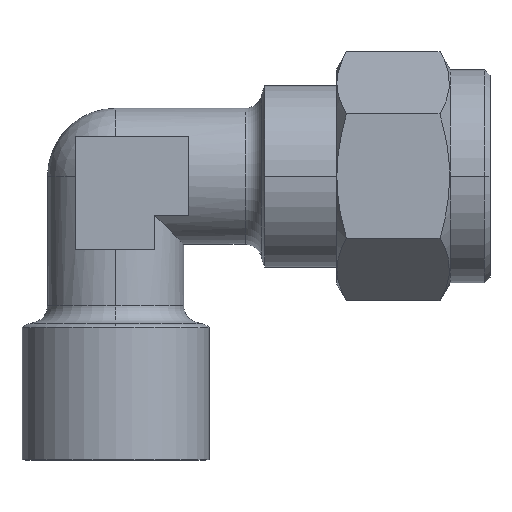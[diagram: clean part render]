
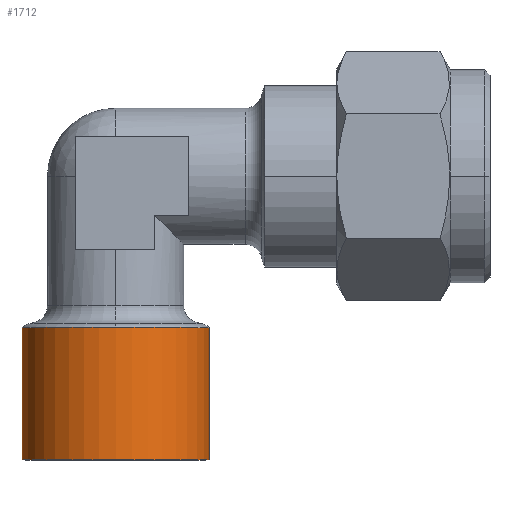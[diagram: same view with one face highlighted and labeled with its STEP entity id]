
A CAD part, top view. The second image highlights one B-rep face of the part: STEP entity #1712.
In plain terms, the highlighted cylindrical face has radius 8.25 mm (diameter 16.5 mm), a partial arc.
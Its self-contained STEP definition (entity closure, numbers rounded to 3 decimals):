
#241 = VERTEX_POINT ( 'NONE', #1807 ) ;
#270 = VERTEX_POINT ( 'NONE', #1747 ) ;
#278 = VERTEX_POINT ( 'NONE', #1851 ) ;
#296 = VERTEX_POINT ( 'NONE', #1835 ) ;
#299 = VERTEX_POINT ( 'NONE', #1832 ) ;
#435 = DIRECTION ( 'NONE',  ( 0., 0., -1. ) ) ;
#436 = DIRECTION ( 'NONE',  ( 0., 1., 0. ) ) ;
#437 = CARTESIAN_POINT ( 'NONE',  ( 0., 12.667, 0. ) ) ;
#442 = DIRECTION ( 'NONE',  ( 1., 0., 0. ) ) ;
#443 = DIRECTION ( 'NONE',  ( 0., -1., 0. ) ) ;
#444 = CARTESIAN_POINT ( 'NONE',  ( 0., 1., 0. ) ) ;
#447 = CARTESIAN_POINT ( 'NONE',  ( 8.25, -2., 0. ) ) ;
#450 = DIRECTION ( 'NONE',  ( 0., -1., 0. ) ) ;
#451 = DIRECTION ( 'NONE',  ( 0., 0., -1. ) ) ;
#452 = DIRECTION ( 'NONE',  ( 0., 1., 0. ) ) ;
#453 = CARTESIAN_POINT ( 'NONE',  ( 0., 12.667, 0. ) ) ;
#455 = CARTESIAN_POINT ( 'NONE',  ( -8.25, -2., 0. ) ) ;
#457 = DIRECTION ( 'NONE',  ( 0., -1., 0. ) ) ;
#609 = AXIS2_PLACEMENT_3D ( 'NONE', #1069, #1070, #1068 ) ;
#658 = CIRCLE ( 'NONE', #1315, 8.25 ) ;
#659 = LINE ( 'NONE', #455, #663 ) ;
#661 = CIRCLE ( 'NONE', #1316, 8.25 ) ;
#662 = LINE ( 'NONE', #447, #666 ) ;
#663 = VECTOR ( 'NONE', #457, 1000. ) ;
#664 = CIRCLE ( 'NONE', #1317, 8.25 ) ;
#666 = VECTOR ( 'NONE', #450, 1000. ) ;
#1068 = DIRECTION ( 'NONE',  ( 1., 0., 0. ) ) ;
#1069 = CARTESIAN_POINT ( 'NONE',  ( 0., -2., 0. ) ) ;
#1070 = DIRECTION ( 'NONE',  ( 0., -1., 0. ) ) ;
#1178 = EDGE_CURVE ( 'NONE', #270, #299, #658, .T. ) ;
#1179 = EDGE_CURVE ( 'NONE', #270, #278, #659, .T. ) ;
#1180 = EDGE_CURVE ( 'NONE', #241, #278, #661, .T. ) ;
#1181 = EDGE_CURVE ( 'NONE', #296, #241, #662, .T. ) ;
#1182 = EDGE_CURVE ( 'NONE', #299, #296, #664, .T. ) ;
#1315 = AXIS2_PLACEMENT_3D ( 'NONE', #453, #452, #451 ) ;
#1316 = AXIS2_PLACEMENT_3D ( 'NONE', #444, #443, #442 ) ;
#1317 = AXIS2_PLACEMENT_3D ( 'NONE', #437, #436, #435 ) ;
#1542 = EDGE_LOOP ( 'NONE', ( #1601, #1600, #1603, #1602, #1605 ) ) ;
#1600 = ORIENTED_EDGE ( 'NONE', *, *, #1179, .T. ) ;
#1601 = ORIENTED_EDGE ( 'NONE', *, *, #1178, .F. ) ;
#1602 = ORIENTED_EDGE ( 'NONE', *, *, #1181, .F. ) ;
#1603 = ORIENTED_EDGE ( 'NONE', *, *, #1180, .F. ) ;
#1605 = ORIENTED_EDGE ( 'NONE', *, *, #1182, .F. ) ;
#1712 = ADVANCED_FACE ( 'NONE', ( #2048 ), #2040, .T. ) ;
#1747 = CARTESIAN_POINT ( 'NONE',  ( -8.25, 12.667, 0. ) ) ;
#1807 = CARTESIAN_POINT ( 'NONE',  ( 8.25, 1., 0. ) ) ;
#1832 = CARTESIAN_POINT ( 'NONE',  ( 0., 12.667, 8.25 ) ) ;
#1835 = CARTESIAN_POINT ( 'NONE',  ( 8.25, 12.667, 0. ) ) ;
#1851 = CARTESIAN_POINT ( 'NONE',  ( -8.25, 1., 0. ) ) ;
#2040 = CYLINDRICAL_SURFACE ( 'NONE', #609, 8.25 ) ;
#2048 = FACE_OUTER_BOUND ( 'NONE', #1542, .T. ) ;
